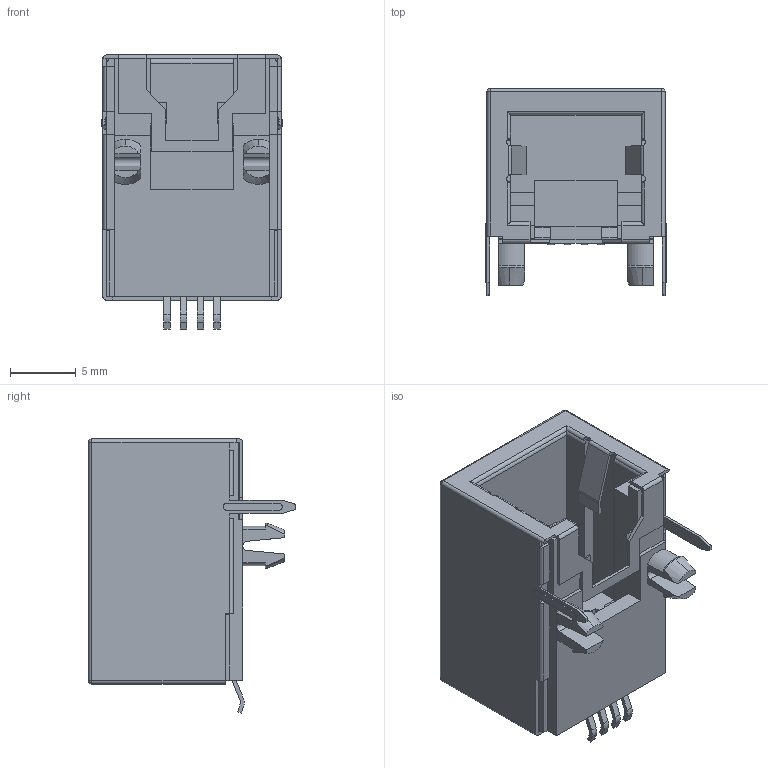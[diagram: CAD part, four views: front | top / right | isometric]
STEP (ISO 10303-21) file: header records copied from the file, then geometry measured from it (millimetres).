
FILE_DESCRIPTION (( 'STEP AP214' ), '1' );
FILE_NAME ('GMX-SMT2-S-64_rA4.STEP', '2014-02-12T19:23:48', ( 'Daniel' ), ( 'Microsoft' ), 'SwSTEP 2.0', 'SolidWorks 2012', '' );
FILE_SCHEMA (( 'AUTOMOTIVE_DESIGN' ));
Length unit declared in the file: millimetre
Products named in the file (1): GMX-SMT2-S-64_rA4
Bounding box: 13.76 x 15.75 x 20.85 mm (x, y, z)
Volume: 1648.9 mm3; surface area: 3052.9 mm2
Topology: 1 solids, 1 shells, 289 faces, 818 edges, 522 vertices
Faces by surface type: plane 202, cylinder 69, cone 6, torus 6, sphere 6
Entity records: 10670 total; most frequent: CARTESIAN_POINT 1820, ORIENTED_EDGE 1624, DIRECTION 1508, EDGE_CURVE 812, VECTOR 628, LINE 628, VERTEX_POINT 522, AXIS2_PLACEMENT_3D 440
